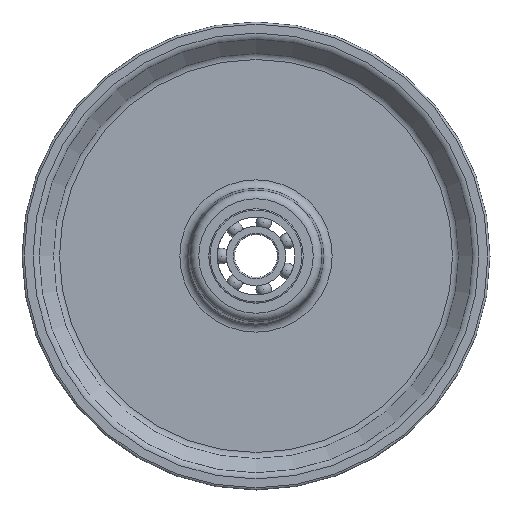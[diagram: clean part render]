
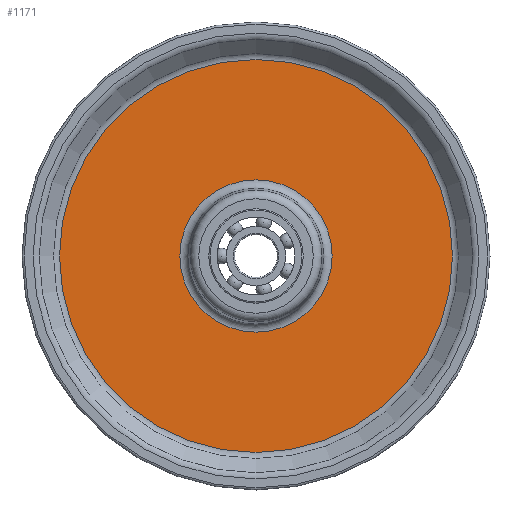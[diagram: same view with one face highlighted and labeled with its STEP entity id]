
A CAD part, left-side view. The second image highlights one B-rep face of the part: STEP entity #1171.
In plain terms, the highlighted planar face has unit normal (-1, 0, 0).
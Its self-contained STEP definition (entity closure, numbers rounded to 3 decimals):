
#172=FACE_BOUND('',#266,.T.);
#200=FACE_OUTER_BOUND('',#265,.T.);
#265=EDGE_LOOP('',(#805));
#266=EDGE_LOOP('',(#806));
#354=CIRCLE('',#1310,17.736);
#355=CIRCLE('',#1312,45.766);
#468=VERTEX_POINT('',#1889);
#469=VERTEX_POINT('',#1893);
#606=EDGE_CURVE('',#468,#468,#354,.T.);
#607=EDGE_CURVE('',#469,#469,#355,.T.);
#805=ORIENTED_EDGE('',*,*,#607,.F.);
#806=ORIENTED_EDGE('',*,*,#606,.T.);
#1157=PLANE('',#1311);
#1171=ADVANCED_FACE('',(#200,#172),#1157,.T.);
#1310=AXIS2_PLACEMENT_3D('',#1891,#1515,#1516);
#1311=AXIS2_PLACEMENT_3D('',#1892,#1517,#1518);
#1312=AXIS2_PLACEMENT_3D('',#1894,#1519,#1520);
#1515=DIRECTION('center_axis',(1.,0.,0.));
#1516=DIRECTION('ref_axis',(0.,0.,-1.));
#1517=DIRECTION('center_axis',(-1.,0.,0.));
#1518=DIRECTION('ref_axis',(0.,0.,1.));
#1519=DIRECTION('center_axis',(1.,0.,0.));
#1520=DIRECTION('ref_axis',(0.,0.,-1.));
#1889=CARTESIAN_POINT('',(-1.5,0.,17.736));
#1891=CARTESIAN_POINT('Origin',(-1.5,0.,0.));
#1892=CARTESIAN_POINT('Origin',(-1.5,45.766,0.));
#1893=CARTESIAN_POINT('',(-1.5,0.,45.766));
#1894=CARTESIAN_POINT('Origin',(-1.5,0.,0.));
